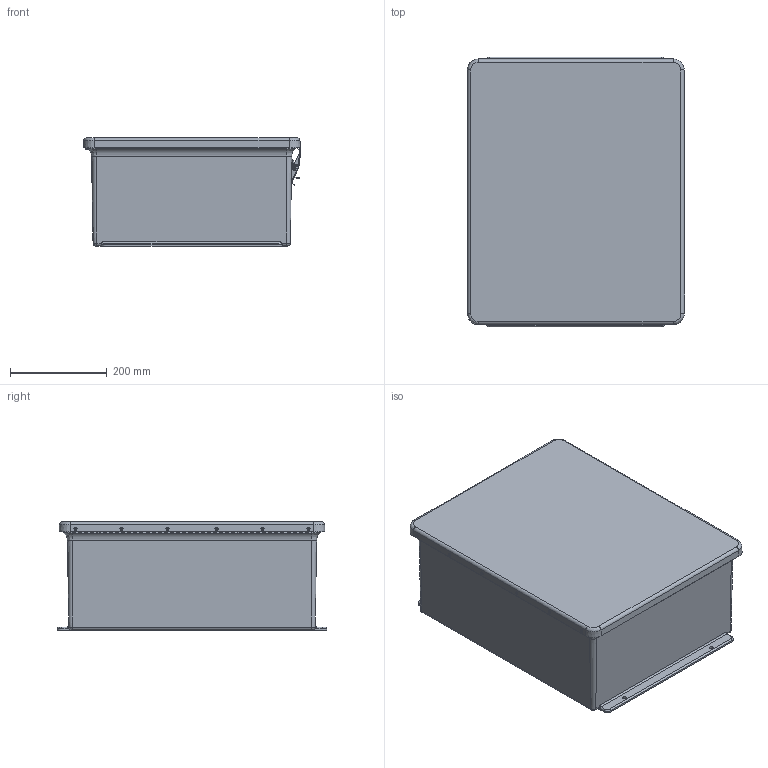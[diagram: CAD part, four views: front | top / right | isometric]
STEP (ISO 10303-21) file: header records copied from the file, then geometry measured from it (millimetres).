
FILE_DESCRIPTION (( 'STEP AP214' ), '1' );
FILE_NAME ('WH-M2016HPL.STEP', '2018-11-07T23:18:27', ( '' ), ( '' ), 'SwSTEP 2.0', 'SolidWorks 2018', '' );
FILE_SCHEMA (( 'AUTOMOTIVE_DESIGN' ));
Length unit declared in the file: inch
Products named in the file (1): WH-M2016HPL
Bounding box: 451.4 x 558.8 x 224.26 mm (x, y, z)
Volume: 4647703.6 mm3; surface area: 1917049.2 mm2
Topology: 42 solids, 42 shells, 1165 faces, 2979 edges, 1939 vertices
Faces by surface type: plane 533, cylinder 489, bspline 96, cone 43, torus 4
Full cylindrical faces by diameter (mm): 2.159 x79, 2.64 x8, 3.048 x2, 3.175 x20, 3.302 x4, 3.327 x12, 3.429 x18, 3.556 x24, 3.861 x5, 3.962 x7, 4.306 x4, 5.537 x4, 6.35 x12, 6.858 x4, 7.62 x4, 9.525 x2
Entity records: 54486 total; most frequent: CARTESIAN_POINT 11213, DIRECTION 5560, ORIENTED_EDGE 5396, EDGE_CURVE 2698, AXIS2_PLACEMENT_3D 2030, VERTEX_POINT 1902, EDGE_LOOP 1752, LINE 1500
